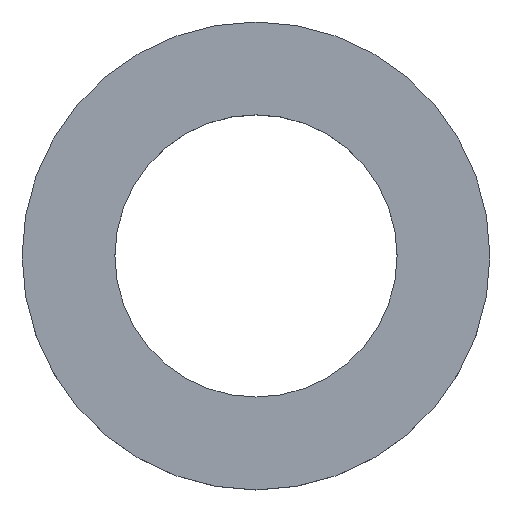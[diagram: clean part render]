
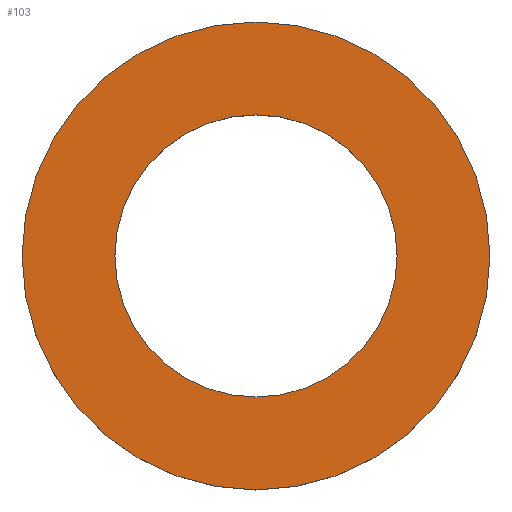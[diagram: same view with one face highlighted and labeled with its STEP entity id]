
A CAD part, top view. The second image highlights one B-rep face of the part: STEP entity #103.
In plain terms, the highlighted planar face has unit normal (0, 0, 1).
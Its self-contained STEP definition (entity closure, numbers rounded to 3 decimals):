
#1 = VERTEX_POINT ( 'NONE', #176 ) ;
#4 = EDGE_CURVE ( 'NONE', #1, #20, #34, .T. ) ;
#12 = FACE_BOUND ( 'NONE', #75, .T. ) ;
#17 = EDGE_CURVE ( 'NONE', #18, #99, #53, .T. ) ;
#18 = VERTEX_POINT ( 'NONE', #140 ) ;
#20 = VERTEX_POINT ( 'NONE', #42 ) ;
#23 = DIRECTION ( 'NONE',  ( 0., 0., 1. ) ) ;
#28 = EDGE_CURVE ( 'NONE', #20, #1, #133, .T. ) ;
#32 = CARTESIAN_POINT ( 'NONE',  ( -15., -81.5, 14. ) ) ;
#34 = CIRCLE ( 'NONE', #111, 24.95 ) ;
#42 = CARTESIAN_POINT ( 'NONE',  ( 9.95, -81.5, 14. ) ) ;
#48 = CARTESIAN_POINT ( 'NONE',  ( -15., -81.5, 14. ) ) ;
#50 = FACE_OUTER_BOUND ( 'NONE', #197, .T. ) ;
#53 = CIRCLE ( 'NONE', #74, 15.05 ) ;
#60 = DIRECTION ( 'NONE',  ( 1., 0., 0. ) ) ;
#62 = ORIENTED_EDGE ( 'NONE', *, *, #4, .T. ) ;
#74 = AXIS2_PLACEMENT_3D ( 'NONE', #96, #175, #60 ) ;
#75 = EDGE_LOOP ( 'NONE', ( #232, #76 ) ) ;
#76 = ORIENTED_EDGE ( 'NONE', *, *, #17, .F. ) ;
#91 = DIRECTION ( 'NONE',  ( 1., 0., 0. ) ) ;
#96 = CARTESIAN_POINT ( 'NONE',  ( -15., -81.5, 14. ) ) ;
#97 = DIRECTION ( 'NONE',  ( 1., 0., 0. ) ) ;
#99 = VERTEX_POINT ( 'NONE', #108 ) ;
#103 = ADVANCED_FACE ( 'NONE', ( #12, #50 ), #206, .T. ) ;
#108 = CARTESIAN_POINT ( 'NONE',  ( -30.05, -81.5, 14. ) ) ;
#111 = AXIS2_PLACEMENT_3D ( 'NONE', #235, #23, #97 ) ;
#127 = EDGE_CURVE ( 'NONE', #99, #18, #160, .T. ) ;
#133 = CIRCLE ( 'NONE', #149, 24.95 ) ;
#134 = DIRECTION ( 'NONE',  ( 1., 0., 0. ) ) ;
#140 = CARTESIAN_POINT ( 'NONE',  ( 0.05, -81.5, 14. ) ) ;
#149 = AXIS2_PLACEMENT_3D ( 'NONE', #48, #240, #181 ) ;
#160 = CIRCLE ( 'NONE', #233, 15.05 ) ;
#168 = DIRECTION ( 'NONE',  ( 0., 0., 1. ) ) ;
#175 = DIRECTION ( 'NONE',  ( 0., 0., 1. ) ) ;
#176 = CARTESIAN_POINT ( 'NONE',  ( -39.95, -81.5, 14. ) ) ;
#181 = DIRECTION ( 'NONE',  ( 1., 0., 0. ) ) ;
#191 = CARTESIAN_POINT ( 'NONE',  ( -15., -81.5, 14. ) ) ;
#197 = EDGE_LOOP ( 'NONE', ( #62, #215 ) ) ;
#206 = PLANE ( 'NONE',  #223 ) ;
#215 = ORIENTED_EDGE ( 'NONE', *, *, #28, .T. ) ;
#223 = AXIS2_PLACEMENT_3D ( 'NONE', #32, #168, #134 ) ;
#232 = ORIENTED_EDGE ( 'NONE', *, *, #127, .F. ) ;
#233 = AXIS2_PLACEMENT_3D ( 'NONE', #191, #248, #91 ) ;
#235 = CARTESIAN_POINT ( 'NONE',  ( -15., -81.5, 14. ) ) ;
#240 = DIRECTION ( 'NONE',  ( 0., 0., 1. ) ) ;
#248 = DIRECTION ( 'NONE',  ( 0., 0., 1. ) ) ;
